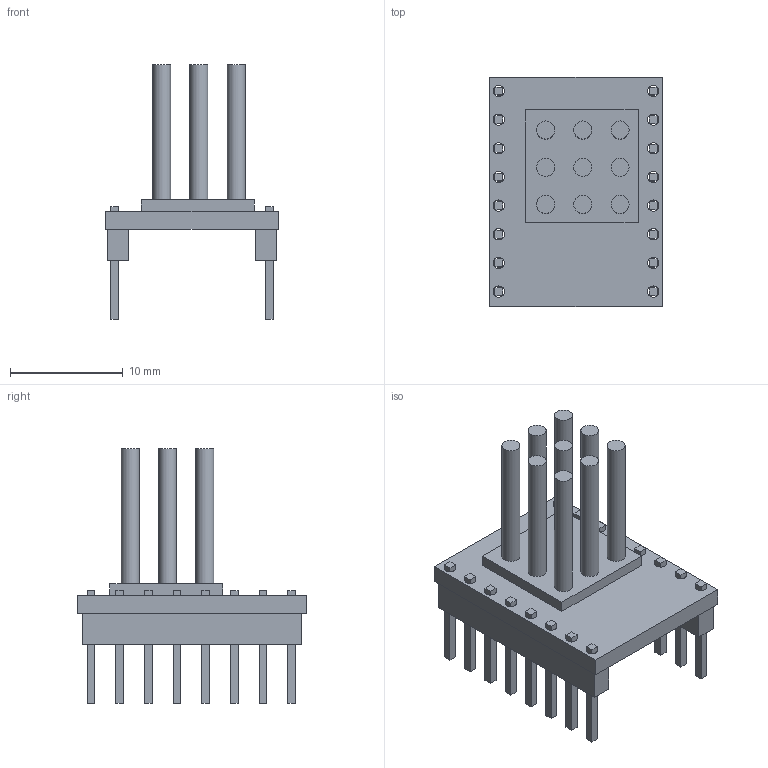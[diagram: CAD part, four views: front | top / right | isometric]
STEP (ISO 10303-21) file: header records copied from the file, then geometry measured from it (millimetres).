
FILE_DESCRIPTION(/* description */ (''),/* implementation_level */ '2;1');
FILE_NAME(/* name */ 'TMC2100 silent step stick.stp',/* time_stamp */ '2016-11-13T17:07:23+08:00',/* author */ ('philm'),/* organization */ (''),/* preprocessor_version */ 'ST-DEVELOPER v16.1',/* originating_system */ 'Autodesk Inventor 2016',/* authorisation */ '');
FILE_SCHEMA (('AUTOMOTIVE_DESIGN { 1 0 10303 214 3 1 1 }'));
Length unit declared in the file: millimetre
Products named in the file (1): TMC2100 silent step stick
Bounding box: 15.3 x 20.3 x 22.6 mm (x, y, z)
Volume: 1030.9 mm3; surface area: 2209.5 mm2
Topology: 17 solids, 17 shells, 151 faces, 315 edges, 210 vertices
Faces by surface type: plane 126, cylinder 25
Full cylindrical faces by diameter (mm): 1 x16, 1.6 x9
Entity records: 4029 total; most frequent: CARTESIAN_POINT 652, DIRECTION 644, ORIENTED_EDGE 580, EDGE_CURVE 290, LINE 240, VECTOR 240, EDGE_LOOP 220, VERTEX_POINT 210
